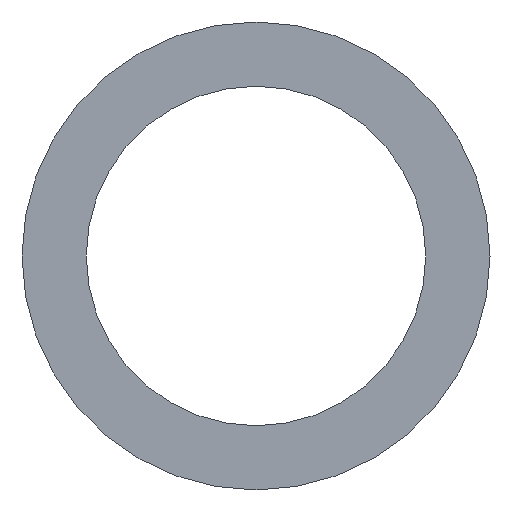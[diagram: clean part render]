
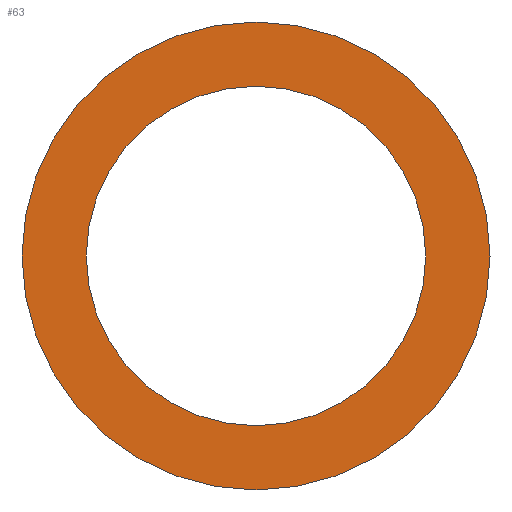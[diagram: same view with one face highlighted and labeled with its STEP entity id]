
A CAD part, left-side view. The second image highlights one B-rep face of the part: STEP entity #63.
In plain terms, the highlighted planar face has unit normal (-1, 0, 0).
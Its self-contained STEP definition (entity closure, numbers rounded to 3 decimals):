
#53 = VERTEX_POINT( '', #124 );
#63 = ADVANCED_FACE( '', ( #135, #136 ), #137, .F. );
#69 = EDGE_CURVE( '', #93, #53, #144, .T. );
#77 = EDGE_CURVE( '', #79, #85, #152, .T. );
#79 = VERTEX_POINT( '', #154 );
#85 = VERTEX_POINT( '', #162 );
#93 = VERTEX_POINT( '', #171 );
#95 = EDGE_CURVE( '', #53, #93, #173, .T. );
#97 = EDGE_CURVE( '', #85, #79, #175, .T. );
#124 = CARTESIAN_POINT( '', ( 0., 0., -55. ) );
#135 = FACE_OUTER_BOUND( '', #207, .T. );
#136 = FACE_BOUND( '', #208, .T. );
#137 = PLANE( '', #209 );
#144 = CIRCLE( '', #219, 55. );
#152 = CIRCLE( '', #230, 39.9 );
#154 = CARTESIAN_POINT( '', ( 0., 0., 39.9 ) );
#162 = CARTESIAN_POINT( '', ( 0., 0., -39.9 ) );
#171 = CARTESIAN_POINT( '', ( 0., 0., 55. ) );
#173 = CIRCLE( '', #255, 55. );
#175 = CIRCLE( '', #258, 39.9 );
#207 = EDGE_LOOP( '', ( #290, #291 ) );
#208 = EDGE_LOOP( '', ( #292, #293 ) );
#209 = AXIS2_PLACEMENT_3D( '', #294, #295, #296 );
#219 = AXIS2_PLACEMENT_3D( '', #306, #307, #308 );
#230 = AXIS2_PLACEMENT_3D( '', #315, #316, #317 );
#255 = AXIS2_PLACEMENT_3D( '', #337, #338, #339 );
#258 = AXIS2_PLACEMENT_3D( '', #340, #341, #342 );
#290 = ORIENTED_EDGE( '', *, *, #95, .F. );
#291 = ORIENTED_EDGE( '', *, *, #69, .F. );
#292 = ORIENTED_EDGE( '', *, *, #97, .T. );
#293 = ORIENTED_EDGE( '', *, *, #77, .T. );
#294 = CARTESIAN_POINT( '', ( 0., 0., 0. ) );
#295 = DIRECTION( '', ( 1., 0., 0. ) );
#296 = DIRECTION( '', ( 0., 0., -1. ) );
#306 = CARTESIAN_POINT( '', ( 0., 0., 0. ) );
#307 = DIRECTION( '', ( 1., 0., 0. ) );
#308 = DIRECTION( '', ( 0., 0., -1. ) );
#315 = CARTESIAN_POINT( '', ( 0., 0., 0. ) );
#316 = DIRECTION( '', ( 1., 0., 0. ) );
#317 = DIRECTION( '', ( 0., 0., -1. ) );
#337 = CARTESIAN_POINT( '', ( 0., 0., 0. ) );
#338 = DIRECTION( '', ( 1., 0., 0. ) );
#339 = DIRECTION( '', ( 0., 0., -1. ) );
#340 = CARTESIAN_POINT( '', ( 0., 0., 0. ) );
#341 = DIRECTION( '', ( 1., 0., 0. ) );
#342 = DIRECTION( '', ( 0., 0., -1. ) );
